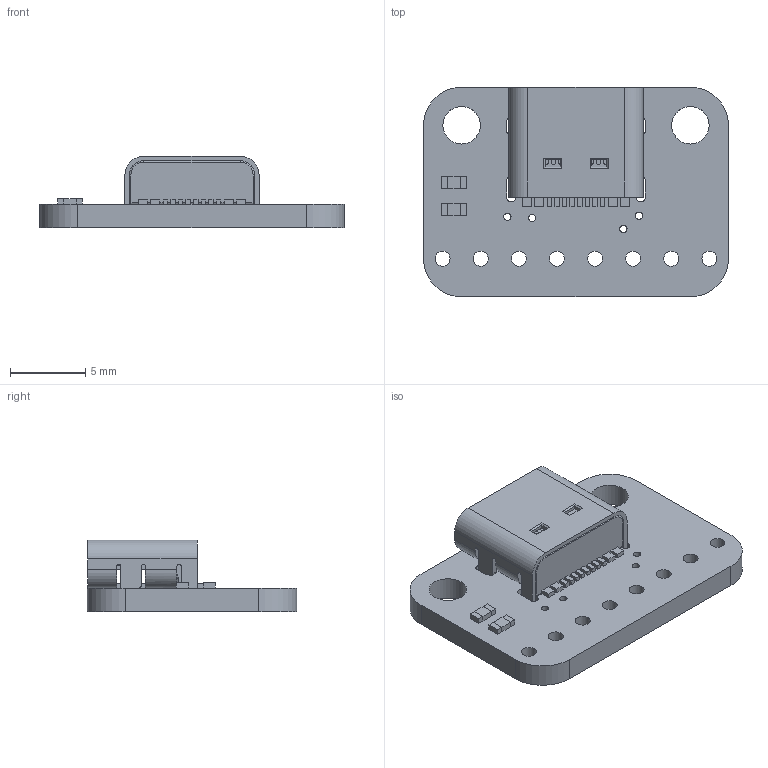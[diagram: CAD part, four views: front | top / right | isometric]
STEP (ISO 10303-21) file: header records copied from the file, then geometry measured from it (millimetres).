
FILE_DESCRIPTION(/* description */ (''),/* implementation_level */ '2;1');
FILE_NAME(/* name */ 'PCB Component.step',/* time_stamp */ '2023-03-21T11:59:03-04:00',/* author */ (''),/* organization */ (''),/* preprocessor_version */ 'ST-DEVELOPER v19.2',/* originating_system */ 'Autodesk Translation Framework v11.17.0.187',/* authorisation */ '');
FILE_SCHEMA (('AUTOMOTIVE_DESIGN { 1 0 10303 214 3 1 1 }'));
Length unit declared in the file: millimetre
Products named in the file (4): PCB Component; Board; USB_C_CUSB31-CFM2AX-01-X; 5.1K
Assembly tree (4 placements, depth 2):
  PCB Component
    Board
    USB_C_CUSB31-CFM2AX-01-X
    5.1K  x2
Bounding box: 20.32 x 13.97 x 4.77 mm (x, y, z)
Volume: 513.5 mm3; surface area: 1137.9 mm2
Topology: 4 solids, 4 shells, 407 faces, 1089 edges, 700 vertices
Faces by surface type: plane 254, cylinder 129, torus 10, sphere 6, cone 6, bspline 2
Full cylindrical faces by diameter (mm): 0.483 x4, 0.5 x2, 0.65 x2, 1 x8, 2.5 x2
Entity records: 12701 total; most frequent: CARTESIAN_POINT 2220, DIRECTION 2113, ORIENTED_EDGE 2094, EDGE_CURVE 1047, LINE 755, VECTOR 755, AXIS2_PLACEMENT_3D 679, VERTEX_POINT 676
